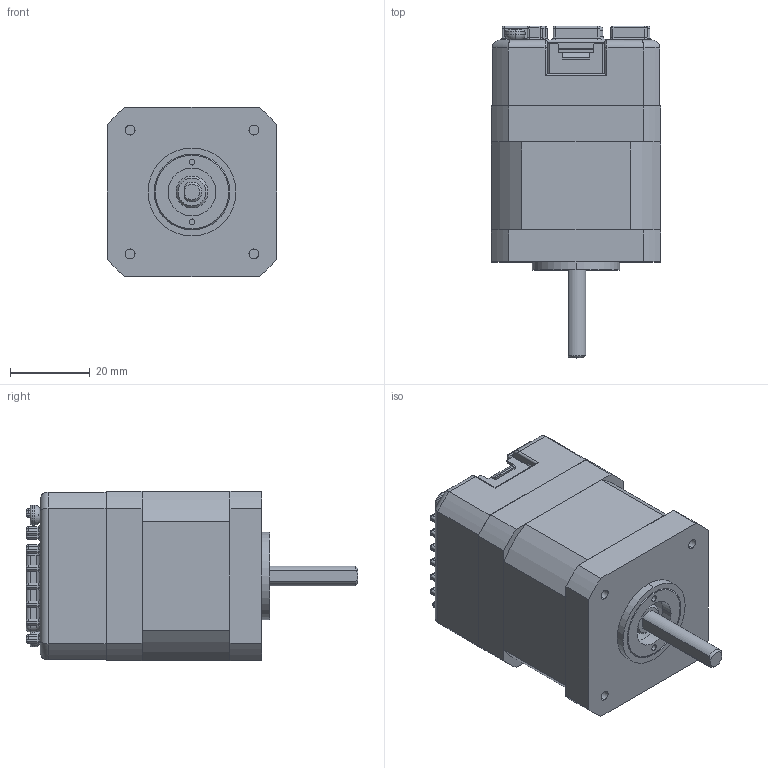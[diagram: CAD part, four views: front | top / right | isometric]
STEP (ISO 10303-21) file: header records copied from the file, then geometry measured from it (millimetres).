
FILE_DESCRIPTION (( 'STEP AP203' ), '1' );
FILE_NAME ('MD42HS-39SH-R.STEP', '2025-07-01T07:09:12', ( '' ), ( '' ), 'SwSTEP 2.0', 'SolidWorks 2022', '' );
FILE_SCHEMA (( 'CONFIG_CONTROL_DESIGN' ));
Length unit declared in the file: millimetre
Products named in the file (12): 353620650.stp; 42A-D19; 螺纹圈; 42啣赽; 01.B013.000060 42BH陔遴晤鎢ん綴欶; MD42HS-39SH-R; HX20028-12A.stp; 42H239-L66mm; M3蹟隊-L34mm; 42B-D19; M3蹟隊-L52mm; 42隅赽-L22mm
Assembly tree (13 placements, depth 2):
  MD42HS-39SH-R
    42A-D19
    42B-D19
    42H239-L66mm
    42隅赽-L22mm
    M3蹟隊-L34mm  x2
    01.B013.000060 42BH陔遴晤鎢ん綴欶
    螺纹圈
    42啣赽
    HX20028-12A.stp
    353620650.stp
    M3蹟隊-L52mm  x2
Bounding box: 42.3 x 83 x 42.3 mm (x, y, z)
Volume: 73679.8 mm3; surface area: 37862.2 mm2
Topology: 13 solids, 13 shells, 1758 faces, 4471 edges, 2724 vertices
Faces by surface type: plane 932, cylinder 545, torus 110, bspline 87, sphere 72, cone 12
Entity records: 55022 total; most frequent: CARTESIAN_POINT 12596, ORIENTED_EDGE 8546, DIRECTION 8520, EDGE_CURVE 4273, LINE 2912, VECTOR 2912, AXIS2_PLACEMENT_3D 2804, VERTEX_POINT 2648
